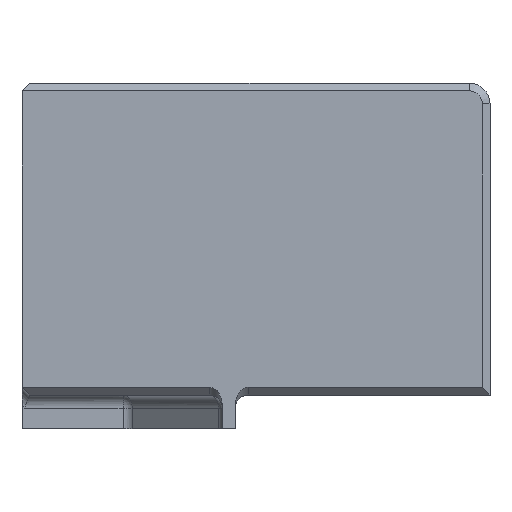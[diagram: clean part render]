
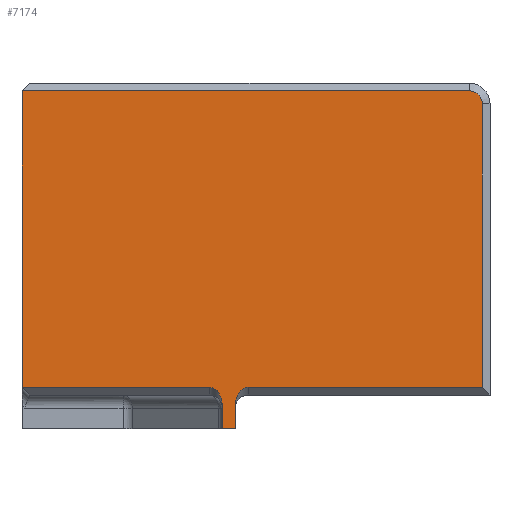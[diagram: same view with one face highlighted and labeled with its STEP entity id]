
A CAD part, left-side view. The second image highlights one B-rep face of the part: STEP entity #7174.
In plain terms, the highlighted planar face has unit normal (-1, 0, 0).
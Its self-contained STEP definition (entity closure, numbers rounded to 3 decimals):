
#992=DIRECTION('',(0.,0.,1.));
#993=VECTOR('',#992,8.929);
#994=CARTESIAN_POINT('',(2258.,-5775.,-13.));
#995=LINE('',#994,#993);
#1148=DIRECTION('',(0.,1.,0.));
#1149=VECTOR('',#1148,5.);
#1150=CARTESIAN_POINT('',(2258.,-5780.,-13.));
#1151=LINE('',#1150,#1149);
#1326=DIRECTION('',(0.,0.,-1.));
#1327=VECTOR('',#1326,8.929);
#1328=CARTESIAN_POINT('',(2258.,-5780.,-4.071));
#1329=LINE('',#1328,#1327);
#1340=DIRECTION('',(0.,-1.,0.));
#1341=VECTOR('',#1340,90.);
#1342=CARTESIAN_POINT('',(2258.,-5785.,3.));
#1343=LINE('',#1342,#1341);
#1347=CARTESIAN_POINT('',(2258.,-5781.464,0.929));
#1348=CARTESIAN_POINT('',(2258.,-5781.908,1.556));
#1349=CARTESIAN_POINT('',(2258.,-5782.933,2.543));
#1350=CARTESIAN_POINT('',(2258.,-5784.232,3.));
#1351=CARTESIAN_POINT('',(2258.,-5785.,3.));
#1356=CARTESIAN_POINT('',(2258.,-5780.,-4.071));
#1357=CARTESIAN_POINT('',(2258.,-5780.,-3.16));
#1358=CARTESIAN_POINT('',(2258.,-5780.242,-1.415));
#1359=CARTESIAN_POINT('',(2258.,-5780.939,0.185));
#1360=CARTESIAN_POINT('',(2258.,-5781.464,0.929));
#1365=CARTESIAN_POINT('',(2258.,-5773.536,0.929));
#1366=CARTESIAN_POINT('',(2258.,-5774.061,0.185));
#1367=CARTESIAN_POINT('',(2258.,-5774.758,-1.415));
#1368=CARTESIAN_POINT('',(2258.,-5775.,-3.16));
#1369=CARTESIAN_POINT('',(2258.,-5775.,-4.071));
#1374=CARTESIAN_POINT('',(2258.,-5770.,3.));
#1375=CARTESIAN_POINT('',(2258.,-5770.768,3.));
#1376=CARTESIAN_POINT('',(2258.,-5772.067,2.543));
#1377=CARTESIAN_POINT('',(2258.,-5773.092,1.556));
#1378=CARTESIAN_POINT('',(2258.,-5773.536,0.929));
#1383=DIRECTION('',(0.,-1.,0.));
#1384=VECTOR('',#1383,72.);
#1385=CARTESIAN_POINT('',(2258.,-5698.,3.));
#1386=LINE('',#1385,#1384);
#1390=DIRECTION('',(0.,0.,-1.));
#1391=VECTOR('',#1390,114.);
#1392=CARTESIAN_POINT('',(2258.,-5698.,117.));
#1393=LINE('',#1392,#1391);
#1397=DIRECTION('',(0.,1.,0.));
#1398=VECTOR('',#1397,172.);
#1399=CARTESIAN_POINT('',(2258.,-5870.,117.));
#1400=LINE('',#1399,#1398);
#1404=CARTESIAN_POINT('',(2258.,-5870.,112.));
#1405=DIRECTION('',(-1.,0.,0.));
#1406=DIRECTION('',(0.,-1.,0.));
#1407=AXIS2_PLACEMENT_3D('',#1404,#1405,#1406);
#1412=DIRECTION('',(0.,0.,1.));
#1413=VECTOR('',#1412,109.);
#1414=CARTESIAN_POINT('',(2258.,-5875.,3.));
#1415=LINE('',#1414,#1413);
#5658=CARTESIAN_POINT('',(2258.,-5775.,-4.071));
#5660=VERTEX_POINT('',#5658);
#5662=VERTEX_POINT('',#1365);
#5663=VERTEX_POINT('',#1374);
#5675=CARTESIAN_POINT('',(2258.,-5698.,3.));
#5676=VERTEX_POINT('',#5675);
#5684=CARTESIAN_POINT('',(2258.,-5785.,3.));
#5685=VERTEX_POINT('',#5684);
#5686=VERTEX_POINT('',#1347);
#5687=VERTEX_POINT('',#1356);
#5717=CARTESIAN_POINT('',(2258.,-5780.,-13.));
#5718=VERTEX_POINT('',#5717);
#5719=CARTESIAN_POINT('',(2258.,-5875.,3.));
#5720=VERTEX_POINT('',#5719);
#5727=CARTESIAN_POINT('',(2258.,-5775.,-13.));
#5728=VERTEX_POINT('',#5727);
#6083=CARTESIAN_POINT('',(2258.,-5875.,112.));
#6084=VERTEX_POINT('',#6083);
#6087=CARTESIAN_POINT('',(2258.,-5870.,117.));
#6088=VERTEX_POINT('',#6087);
#6089=CARTESIAN_POINT('',(2258.,-5698.,117.));
#6090=VERTEX_POINT('',#6089);
#7148=CARTESIAN_POINT('',(2258.,-5698.,0.));
#7149=DIRECTION('',(-1.,0.,0.));
#7150=DIRECTION('',(0.,-1.,0.));
#7151=AXIS2_PLACEMENT_3D('',#7148,#7149,#7150);
#7152=PLANE('',#7151);
#7154=ORIENTED_EDGE('',*,*,#7153,.F.);
#7156=ORIENTED_EDGE('',*,*,#7155,.F.);
#7158=ORIENTED_EDGE('',*,*,#7157,.F.);
#7159=ORIENTED_EDGE('',*,*,#7141,.T.);
#7160=ORIENTED_EDGE('',*,*,#7015,.T.);
#7161=ORIENTED_EDGE('',*,*,#6943,.T.);
#7162=ORIENTED_EDGE('',*,*,#6930,.F.);
#7163=ORIENTED_EDGE('',*,*,#6928,.F.);
#7164=ORIENTED_EDGE('',*,*,#6911,.F.);
#7165=ORIENTED_EDGE('',*,*,#6764,.F.);
#7167=ORIENTED_EDGE('',*,*,#7166,.F.);
#7169=ORIENTED_EDGE('',*,*,#7168,.F.);
#7171=ORIENTED_EDGE('',*,*,#7170,.F.);
#7172=EDGE_LOOP('',(#7154,#7156,#7158,#7159,#7160,#7161,#7162,#7163,#7164,#7165,
#7167,#7169,#7171));
#7173=FACE_OUTER_BOUND('',#7172,.F.);
#7174=ADVANCED_FACE('',(#7173),#7152,.T.);
#1352=B_SPLINE_CURVE_WITH_KNOTS('',3,(#1347,#1348,#1349,#1350,#1351),
.UNSPECIFIED.,.F.,.F.,(4,1,4),(0.,0.5,1.),.UNSPECIFIED.);
#1361=B_SPLINE_CURVE_WITH_KNOTS('',3,(#1356,#1357,#1358,#1359,#1360),
.UNSPECIFIED.,.F.,.F.,(4,1,4),(0.,0.5,1.),.UNSPECIFIED.);
#1370=B_SPLINE_CURVE_WITH_KNOTS('',3,(#1365,#1366,#1367,#1368,#1369),
.UNSPECIFIED.,.F.,.F.,(4,1,4),(0.,0.5,1.),.UNSPECIFIED.);
#1379=B_SPLINE_CURVE_WITH_KNOTS('',3,(#1374,#1375,#1376,#1377,#1378),
.UNSPECIFIED.,.F.,.F.,(4,1,4),(0.,0.5,1.),.UNSPECIFIED.);
#1408=CIRCLE('',#1407,5.);
#6764=EDGE_CURVE('',#6090,#5676,#1393,.T.);
#6911=EDGE_CURVE('',#5676,#5663,#1386,.T.);
#6928=EDGE_CURVE('',#5663,#5662,#1379,.T.);
#6930=EDGE_CURVE('',#5662,#5660,#1370,.T.);
#6943=EDGE_CURVE('',#5728,#5660,#995,.T.);
#7015=EDGE_CURVE('',#5718,#5728,#1151,.T.);
#7141=EDGE_CURVE('',#5687,#5718,#1329,.T.);
#7153=EDGE_CURVE('',#5685,#5720,#1343,.T.);
#7155=EDGE_CURVE('',#5686,#5685,#1352,.T.);
#7157=EDGE_CURVE('',#5687,#5686,#1361,.T.);
#7166=EDGE_CURVE('',#6088,#6090,#1400,.T.);
#7168=EDGE_CURVE('',#6084,#6088,#1408,.T.);
#7170=EDGE_CURVE('',#5720,#6084,#1415,.T.);
